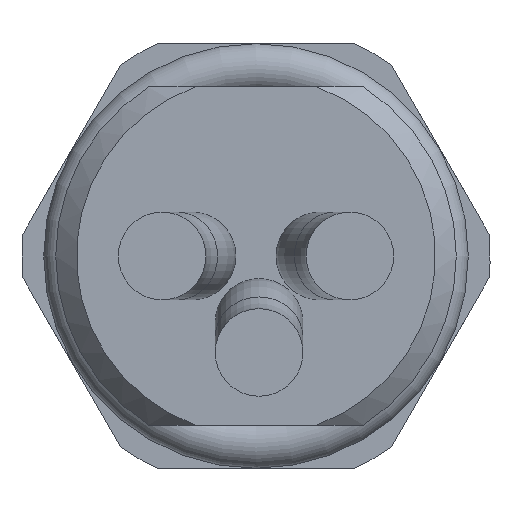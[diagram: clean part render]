
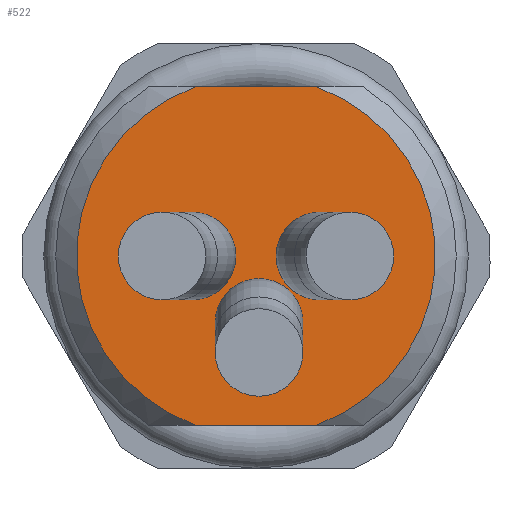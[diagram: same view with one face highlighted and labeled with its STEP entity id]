
A CAD part, front view. The second image highlights one B-rep face of the part: STEP entity #522.
In plain terms, the highlighted planar face has unit normal (0, -1, 0).
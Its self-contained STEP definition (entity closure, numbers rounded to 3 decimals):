
#522=ADVANCED_FACE('',(#1154,#1155,#1156,#1157),#693,.T.);
#693=PLANE('',#3232);
#783=LINE('',#4392,#950);
#784=LINE('',#4396,#951);
#950=VECTOR('',#3589,1.);
#951=VECTOR('',#3592,1.);
#1154=FACE_BOUND('',#1266,.T.);
#1155=FACE_BOUND('',#1267,.T.);
#1156=FACE_BOUND('',#1268,.T.);
#1157=FACE_BOUND('',#1269,.T.);
#1266=EDGE_LOOP('',(#1602,#1603,#1604,#1605));
#1267=EDGE_LOOP('',(#1606));
#1268=EDGE_LOOP('',(#1607));
#1269=EDGE_LOOP('',(#1608));
#1602=ORIENTED_EDGE('',*,*,#2701,.F.);
#1603=ORIENTED_EDGE('',*,*,#2702,.T.);
#1604=ORIENTED_EDGE('',*,*,#2703,.F.);
#1605=ORIENTED_EDGE('',*,*,#2699,.T.);
#1606=ORIENTED_EDGE('',*,*,#2704,.F.);
#1607=ORIENTED_EDGE('',*,*,#2705,.F.);
#1608=ORIENTED_EDGE('',*,*,#2706,.F.);
#2387=VERTEX_POINT('',#4384);
#2388=VERTEX_POINT('',#4386);
#2389=VERTEX_POINT('',#4393);
#2390=VERTEX_POINT('',#4395);
#2391=VERTEX_POINT('',#4398);
#2392=VERTEX_POINT('',#4400);
#2393=VERTEX_POINT('',#4402);
#2699=EDGE_CURVE('',#2388,#2387,#3091,.T.);
#2701=EDGE_CURVE('',#2389,#2387,#783,.T.);
#2702=EDGE_CURVE('',#2389,#2390,#3092,.T.);
#2703=EDGE_CURVE('',#2388,#2390,#784,.T.);
#2704=EDGE_CURVE('',#2391,#2391,#3093,.T.);
#2705=EDGE_CURVE('',#2392,#2392,#3094,.T.);
#2706=EDGE_CURVE('',#2393,#2393,#3095,.T.);
#3091=CIRCLE('',#3226,7.172);
#3092=CIRCLE('',#3228,7.172);
#3093=CIRCLE('',#3229,1.75);
#3094=CIRCLE('',#3230,1.75);
#3095=CIRCLE('',#3231,1.75);
#3226=AXIS2_PLACEMENT_3D('',#4385,#3585,#3586);
#3228=AXIS2_PLACEMENT_3D('',#4394,#3590,#3591);
#3229=AXIS2_PLACEMENT_3D('',#4397,#3593,#3594);
#3230=AXIS2_PLACEMENT_3D('',#4399,#3595,#3596);
#3231=AXIS2_PLACEMENT_3D('',#4401,#3597,#3598);
#3232=AXIS2_PLACEMENT_3D('',#4403,#3599,#3600);
#3585=DIRECTION('',(0.,-1.,0.));
#3586=DIRECTION('',(0.,0.,-1.));
#3589=DIRECTION('',(1.,0.,0.));
#3590=DIRECTION('',(0.,-1.,0.));
#3591=DIRECTION('',(0.,0.,-1.));
#3592=DIRECTION('',(-1.,0.,0.));
#3593=DIRECTION('',(0.,-1.,0.));
#3594=DIRECTION('',(0.,0.,1.));
#3595=DIRECTION('',(0.,-1.,0.));
#3596=DIRECTION('',(0.,0.,1.));
#3597=DIRECTION('',(0.,-1.,0.));
#3598=DIRECTION('',(0.,0.,1.));
#3599=DIRECTION('',(0.,-1.,0.));
#3600=DIRECTION('',(0.,0.,-1.));
#4384=CARTESIAN_POINT('',(52.424,50.,6.75));
#4385=CARTESIAN_POINT('',(50.,50.,0.));
#4386=CARTESIAN_POINT('',(52.424,50.,-6.75));
#4392=CARTESIAN_POINT('',(55.85,50.,6.75));
#4393=CARTESIAN_POINT('',(47.576,50.,6.75));
#4394=CARTESIAN_POINT('',(50.,50.,0.));
#4395=CARTESIAN_POINT('',(47.576,50.,-6.75));
#4396=CARTESIAN_POINT('',(55.85,50.,-6.75));
#4397=CARTESIAN_POINT('',(52.55,50.,0.));
#4398=CARTESIAN_POINT('',(52.55,50.,1.75));
#4399=CARTESIAN_POINT('',(47.45,50.,0.));
#4400=CARTESIAN_POINT('',(47.45,50.,1.75));
#4401=CARTESIAN_POINT('',(50.123,50.,-2.652));
#4402=CARTESIAN_POINT('',(50.123,50.,-0.902));
#4403=CARTESIAN_POINT('',(55.85,50.,0.));
